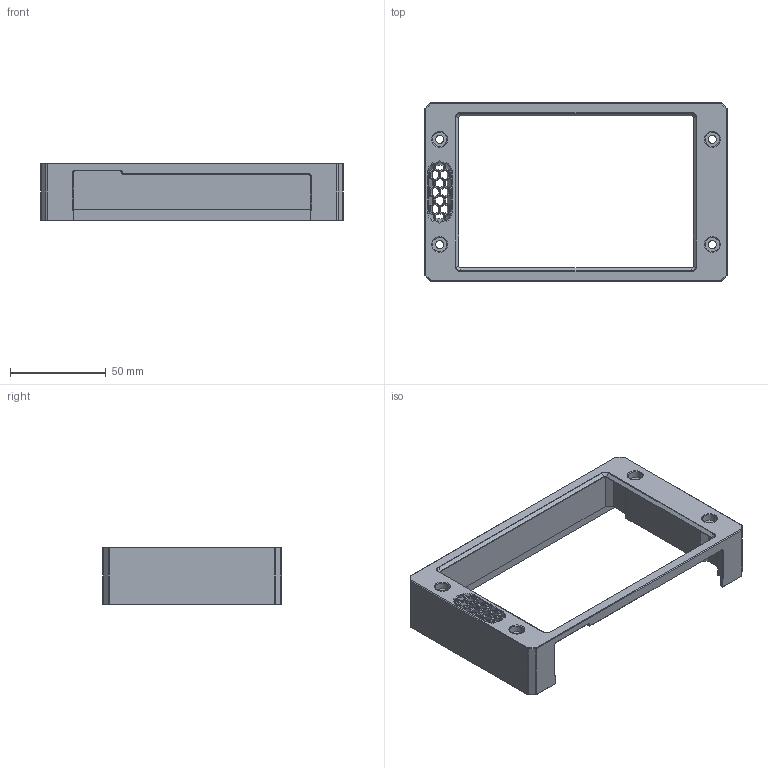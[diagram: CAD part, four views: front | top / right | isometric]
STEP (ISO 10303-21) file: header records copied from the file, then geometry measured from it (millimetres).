
FILE_DESCRIPTION(/* description */ ('STEP AP242','CAx-IF Rec.Pracs.---Representation and Presentation of Product Manufacturing Information (PMI)---4.0---2014-10-13','CAx-IF Rec.Pracs.---3D Tessellated Geometry---0.4---2014-09-14','2;1'),/* implementation_level */ '2;1');
FILE_NAME(/* name */ '6191348a3fe69a7fa00d1911',/* time_stamp */ '2021-11-14T16:08:43+00:00',/* author */ (''),/* organization */ (''),/* preprocessor_version */ 'ST-DEVELOPER v18.1',/* originating_system */ ' ',/* authorisation */ ' ');
FILE_SCHEMA (('AP242_MANAGED_MODEL_BASED_3D_ENGINEERING_MIM_LF { 1 0 10303 442 1 1 4 }'));
Length unit declared in the file: metre
Products named in the file (1): Driver_Hub_Case
Bounding box: 157.99 x 92.99 x 30.1 mm (x, y, z)
Volume: 76154.3 mm3; surface area: 34464.8 mm2
Topology: 1 solids, 1 shells, 399 faces, 1031 edges, 633 vertices
Faces by surface type: plane 321, cone 40, cylinder 33, torus 5
Full cylindrical faces by diameter (mm): 4.2 x4, 7.5 x4
Entity records: 11893 total; most frequent: CARTESIAN_POINT 2173, ORIENTED_EDGE 2030, DIRECTION 1919, EDGE_CURVE 1015, LINE 825, VECTOR 825, VERTEX_POINT 629, AXIS2_PLACEMENT_3D 547
